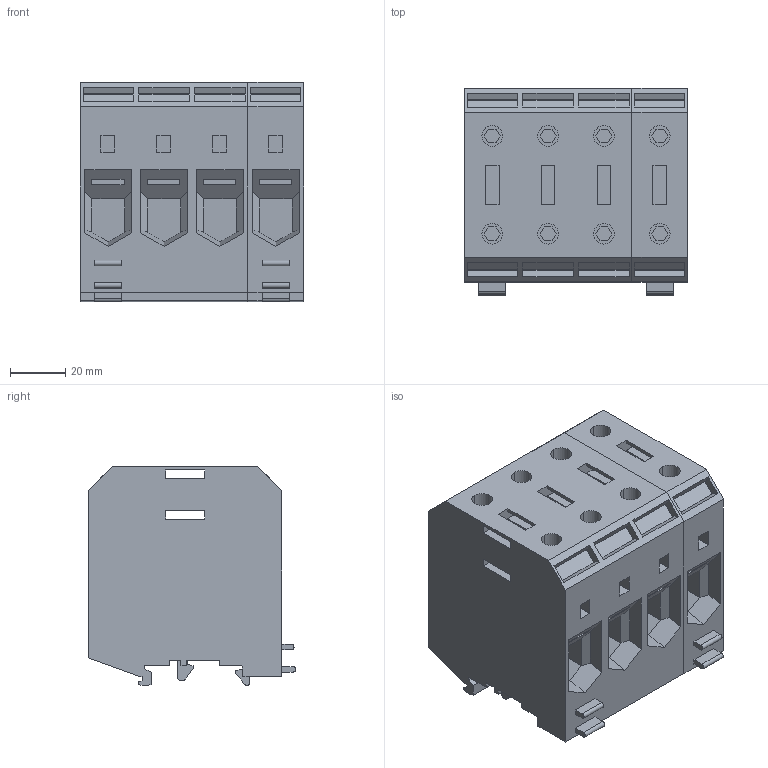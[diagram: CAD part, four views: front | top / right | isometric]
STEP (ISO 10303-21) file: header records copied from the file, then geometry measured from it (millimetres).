
FILE_DESCRIPTION(('Creo Elements/Direct Modeling STEP Export'),'2;1');
FILE_NAME('model.stp','2020-05-22T14:10:29',(''),(''),'Creo Elements/Direct Modeling STEP processor for AP214 (Solid Model)','Creo Elements/Direct Modeling 20.1A 29-Sep-2018 (C) Parametric Technology GmbH','');
FILE_SCHEMA(('AUTOMOTIVE_DESIGN { 1 0 10303 214 1 1 1 1 }'));
Length unit declared in the file: millimetre
Products named in the file (2): UKH_70_3L_N_select
Assembly tree (1 placements, depth 2):
  UKH_70_3L_N_select
    UKH_70_3L_N_select
Bounding box: 81.2 x 75.45 x 79.7 mm (x, y, z)
Volume: 339188.4 mm3; surface area: 62394.9 mm2
Topology: 1 solids, 1 shells, 504 faces, 1307 edges, 849 vertices
Faces by surface type: plane 474, cylinder 30
Entity records: 18295 total; most frequent: ORIENTED_EDGE 2614, CARTESIAN_POINT 2478, DIRECTION 2106, EDGE_CURVE 1307, VECTOR 1152, LINE 1152, VERTEX_POINT 849, EDGE_LOOP 568
